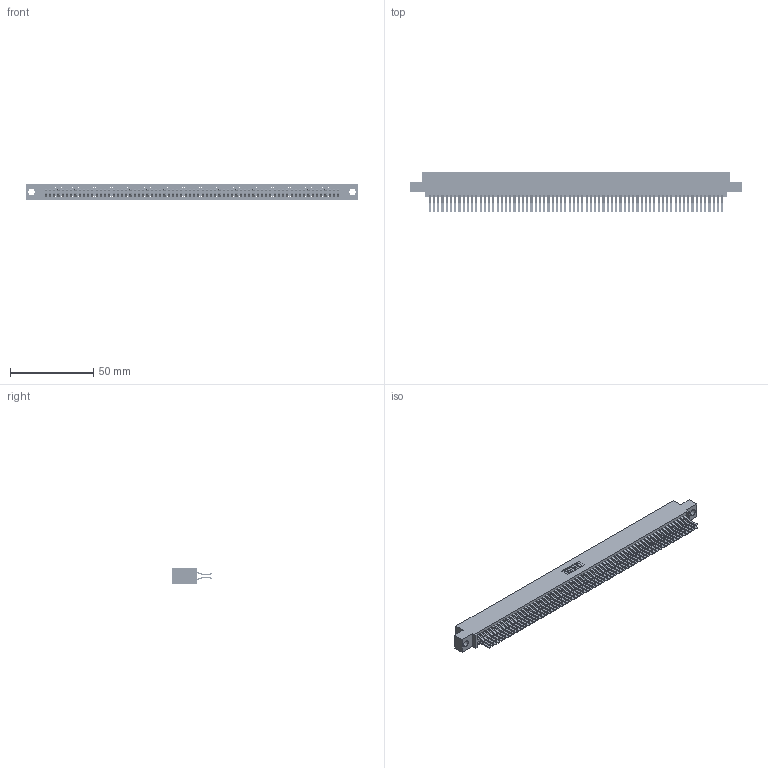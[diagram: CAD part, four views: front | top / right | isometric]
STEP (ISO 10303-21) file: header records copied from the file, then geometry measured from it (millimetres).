
FILE_DESCRIPTION (( 'STEP AP203' ), '1' );
FILE_NAME ('395-140-560-504.STEP', '2018-12-06T00:13:43', ( '' ), ( '' ), 'SwSTEP 2.0', 'SolidWorks 2016', '' );
FILE_SCHEMA (( 'CONFIG_CONTROL_DESIGN' ));
Length unit declared in the file: inch
Products named in the file (3): 345-292-001_560 Tail; 345 Part_0.110 Offset - 0.156 Dia-TH; 395-140-560-504
Assembly tree (141 placements, depth 2):
  395-140-560-504
    345 Part_0.110 Offset - 0.156 Dia-TH
    345-292-001_560 Tail  x140
Bounding box: 199.01 x 24.45 x 9.4 mm (x, y, z)
Volume: 20348.3 mm3; surface area: 32888.6 mm2
Topology: 141 solids, 141 shells, 7410 faces, 22053 edges, 14514 vertices
Faces by surface type: plane 4704, cylinder 2706
Entity records: 51377 total; most frequent: CARTESIAN_POINT 8588, ORIENTED_EDGE 8522, DIRECTION 7541, EDGE_CURVE 4261, LINE 3845, VECTOR 3845, VERTEX_POINT 2838, AXIS2_PLACEMENT_3D 1848
